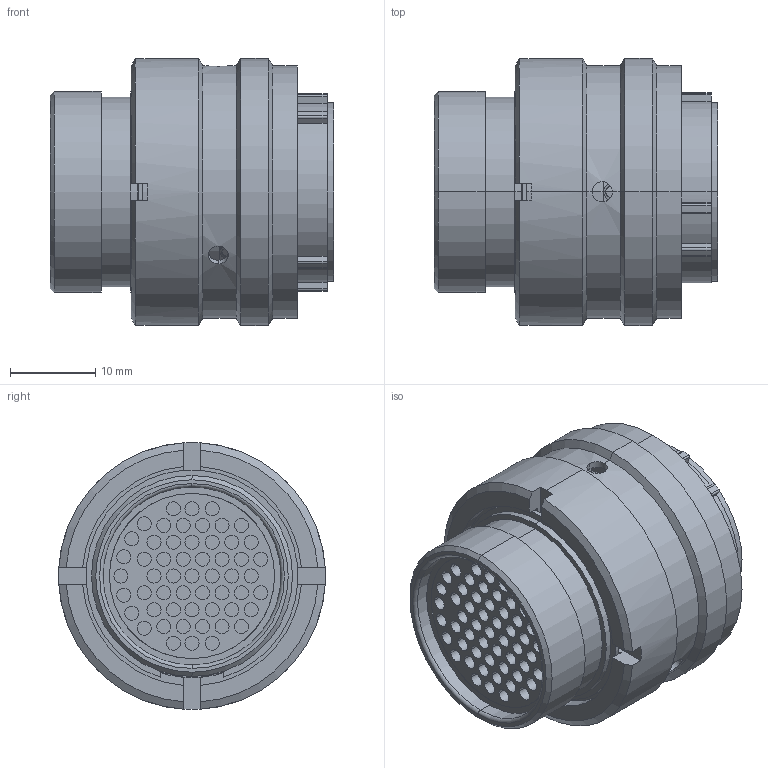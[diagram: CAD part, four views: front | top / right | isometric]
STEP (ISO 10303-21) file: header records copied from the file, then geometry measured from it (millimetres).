
FILE_DESCRIPTION (( 'STEP AP214' ), '1' );
FILE_NAME ('AS616-35SN.STEP', '2013-06-03T11:30:12', ( 'TE Connectivity' ), ( 'TE Connectivity' ), 'SwSTEP 2.0', 'SolidWorks 2011', '' );
FILE_SCHEMA (( 'AUTOMOTIVE_DESIGN' ));
Length unit declared in the file: inch
Products named in the file (1): AS616-35SN
Bounding box: 33.37 x 31.4 x 31.4 mm (x, y, z)
Volume: 13592.7 mm3; surface area: 19840.7 mm2
Topology: 8 solids, 8 shells, 1296 faces, 3304 edges, 2092 vertices
Faces by surface type: cylinder 445, plane 384, cone 232, torus 226, bspline 9
Entity records: 62981 total; most frequent: CARTESIAN_POINT 15160, ORIENTED_EDGE 6608, DIRECTION 6278, EDGE_CURVE 3304, AXIS2_PLACEMENT_3D 2696, VERTEX_POINT 2092, EDGE_LOOP 1598, CIRCLE 1408
